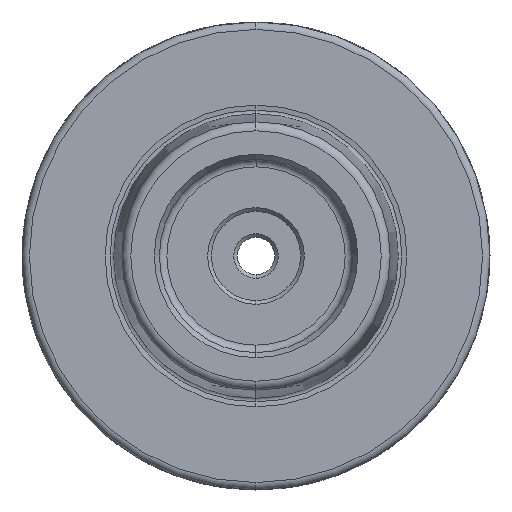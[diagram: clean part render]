
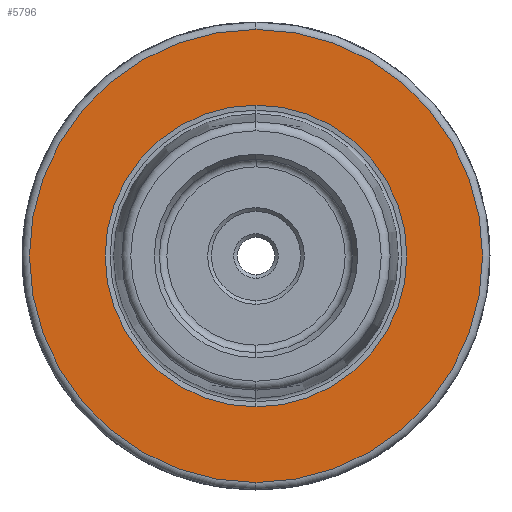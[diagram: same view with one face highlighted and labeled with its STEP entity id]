
A CAD part, left-side view. The second image highlights one B-rep face of the part: STEP entity #5796.
In plain terms, the highlighted planar face has unit normal (-1, 0, 0).
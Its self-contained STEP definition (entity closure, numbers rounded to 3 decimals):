
#1531 = EDGE_CURVE ( 'NONE', #8362, #8284, #7418, .T. ) ;
#1576 = EDGE_CURVE ( 'NONE', #13728, #13667, #7507, .T. ) ;
#3702 = CARTESIAN_POINT ( 'NONE',  ( 0., 0., 30.5 ) ) ;
#3764 = CARTESIAN_POINT ( 'NONE',  ( 0., 0., -30.5 ) ) ;
#4115 = EDGE_LOOP ( 'NONE', ( #13373, #13418 ) ) ;
#4189 = EDGE_LOOP ( 'NONE', ( #13423, #13491 ) ) ;
#4397 = DIRECTION ( 'NONE',  ( -1., 0., 0. ) ) ;
#4400 = CARTESIAN_POINT ( 'NONE',  ( 0., 20.308, 0. ) ) ;
#4430 = PLANE ( 'NONE',  #8002 ) ;
#4432 = DIRECTION ( 'NONE',  ( 0., 0., 1. ) ) ;
#5796 = ADVANCED_FACE ( 'NONE', ( #7173, #7192 ), #4430, .T. ) ;
#7173 = FACE_OUTER_BOUND ( 'NONE', #4189, .T. ) ;
#7192 = FACE_BOUND ( 'NONE', #4115, .T. ) ;
#7418 = CIRCLE ( 'NONE', #7771, 20.308 ) ;
#7507 = CIRCLE ( 'NONE', #7808, 30.5 ) ;
#7756 = AXIS2_PLACEMENT_3D ( 'NONE', #11947, #11929, #11951 ) ;
#7771 = AXIS2_PLACEMENT_3D ( 'NONE', #15060, #15077, #15074 ) ;
#7808 = AXIS2_PLACEMENT_3D ( 'NONE', #15403, #15381, #15376 ) ;
#7940 = AXIS2_PLACEMENT_3D ( 'NONE', #11050, #10978, #11024 ) ;
#8002 = AXIS2_PLACEMENT_3D ( 'NONE', #4400, #4397, #4432 ) ;
#8284 = VERTEX_POINT ( 'NONE', #11314 ) ;
#8362 = VERTEX_POINT ( 'NONE', #11268 ) ;
#9049 = CIRCLE ( 'NONE', #7756, 20.308 ) ;
#9269 = CIRCLE ( 'NONE', #7940, 30.5 ) ;
#10978 = DIRECTION ( 'NONE',  ( -1., 0., 0. ) ) ;
#11024 = DIRECTION ( 'NONE',  ( 0., 0., 1. ) ) ;
#11050 = CARTESIAN_POINT ( 'NONE',  ( 0., 0., 0. ) ) ;
#11268 = CARTESIAN_POINT ( 'NONE',  ( 0., 0., -20.308 ) ) ;
#11314 = CARTESIAN_POINT ( 'NONE',  ( 0., 0., 20.308 ) ) ;
#11929 = DIRECTION ( 'NONE',  ( 1., 0., 0. ) ) ;
#11947 = CARTESIAN_POINT ( 'NONE',  ( 0., 0., 0. ) ) ;
#11951 = DIRECTION ( 'NONE',  ( 0., 0., -1. ) ) ;
#12850 = EDGE_CURVE ( 'NONE', #8284, #8362, #9049, .T. ) ;
#13112 = EDGE_CURVE ( 'NONE', #13667, #13728, #9269, .T. ) ;
#13373 = ORIENTED_EDGE ( 'NONE', *, *, #12850, .T. ) ;
#13418 = ORIENTED_EDGE ( 'NONE', *, *, #1531, .T. ) ;
#13423 = ORIENTED_EDGE ( 'NONE', *, *, #13112, .T. ) ;
#13491 = ORIENTED_EDGE ( 'NONE', *, *, #1576, .T. ) ;
#13667 = VERTEX_POINT ( 'NONE', #3702 ) ;
#13728 = VERTEX_POINT ( 'NONE', #3764 ) ;
#15060 = CARTESIAN_POINT ( 'NONE',  ( 0., 0., 0. ) ) ;
#15074 = DIRECTION ( 'NONE',  ( 0., 0., -1. ) ) ;
#15077 = DIRECTION ( 'NONE',  ( 1., 0., 0. ) ) ;
#15376 = DIRECTION ( 'NONE',  ( 0., 0., 1. ) ) ;
#15381 = DIRECTION ( 'NONE',  ( -1., 0., 0. ) ) ;
#15403 = CARTESIAN_POINT ( 'NONE',  ( 0., 0., 0. ) ) ;
